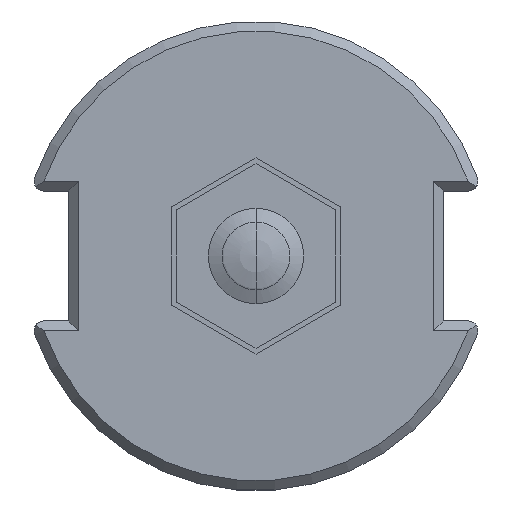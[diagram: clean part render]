
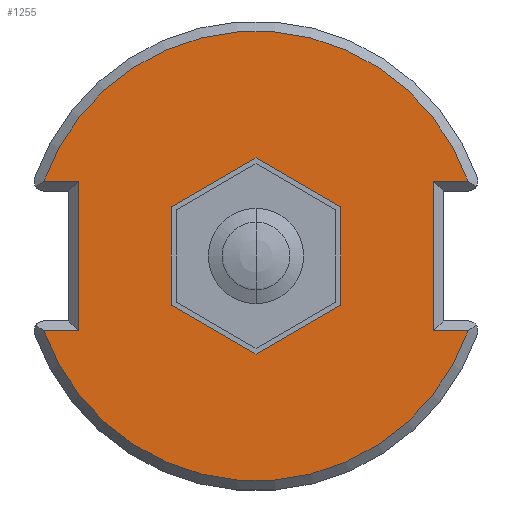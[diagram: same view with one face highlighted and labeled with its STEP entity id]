
A CAD part, front view. The second image highlights one B-rep face of the part: STEP entity #1255.
In plain terms, the highlighted planar face has unit normal (0, -1, 0).
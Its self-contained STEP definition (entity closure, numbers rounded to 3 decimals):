
#147=DIRECTION('',(0.866,0.,0.5));
#148=VECTOR('',#147,4.907);
#149=CARTESIAN_POINT('',(0.,0.,-4.907));
#150=LINE('',#149,#148);
#155=DIRECTION('',(0.,0.,1.));
#156=VECTOR('',#155,4.907);
#157=CARTESIAN_POINT('',(4.25,0.,-2.454));
#158=LINE('',#157,#156);
#162=DIRECTION('',(-0.866,0.,0.5));
#163=VECTOR('',#162,4.907);
#164=CARTESIAN_POINT('',(4.25,0.,2.454));
#165=LINE('',#164,#163);
#169=DIRECTION('',(-0.866,0.,-0.5));
#170=VECTOR('',#169,4.907);
#171=CARTESIAN_POINT('',(0.,0.,4.907));
#172=LINE('',#171,#170);
#176=DIRECTION('',(0.,0.,-1.));
#177=VECTOR('',#176,4.907);
#178=CARTESIAN_POINT('',(-4.25,0.,2.454));
#179=LINE('',#178,#177);
#183=DIRECTION('',(0.866,0.,-0.5));
#184=VECTOR('',#183,4.907);
#185=CARTESIAN_POINT('',(-4.25,0.,-2.454));
#186=LINE('',#185,#184);
#190=DIRECTION('',(0.,0.,-1.));
#191=VECTOR('',#190,7.5);
#192=CARTESIAN_POINT('',(-8.875,0.,3.75));
#193=LINE('',#192,#191);
#197=DIRECTION('',(1.,0.,0.));
#198=VECTOR('',#197,1.732);
#199=CARTESIAN_POINT('',(-10.607,0.,3.75));
#200=LINE('',#199,#198);
#204=CARTESIAN_POINT('',(0.,0.,0.));
#205=DIRECTION('',(0.,-1.,0.));
#206=DIRECTION('',(0.943,0.,0.333));
#207=AXIS2_PLACEMENT_3D('',#204,#205,#206);
#212=DIRECTION('',(1.,0.,0.));
#213=VECTOR('',#212,1.732);
#214=CARTESIAN_POINT('',(8.875,0.,3.75));
#215=LINE('',#214,#213);
#219=DIRECTION('',(0.,0.,1.));
#220=VECTOR('',#219,7.5);
#221=CARTESIAN_POINT('',(8.875,0.,-3.75));
#222=LINE('',#221,#220);
#226=DIRECTION('',(-1.,0.,0.));
#227=VECTOR('',#226,1.732);
#228=CARTESIAN_POINT('',(10.607,0.,-3.75));
#229=LINE('',#228,#227);
#233=CARTESIAN_POINT('',(0.,0.,0.));
#234=DIRECTION('',(0.,-1.,0.));
#235=DIRECTION('',(-0.943,0.,-0.333));
#236=AXIS2_PLACEMENT_3D('',#233,#234,#235);
#241=DIRECTION('',(-1.,0.,0.));
#242=VECTOR('',#241,1.732);
#243=CARTESIAN_POINT('',(-8.875,0.,-3.75));
#244=LINE('',#243,#242);
#1110=CARTESIAN_POINT('',(0.,0.,-4.907));
#1111=CARTESIAN_POINT('',(4.25,0.,-2.454));
#1112=VERTEX_POINT('',#1110);
#1113=VERTEX_POINT('',#1111);
#1114=CARTESIAN_POINT('',(4.25,0.,2.454));
#1115=VERTEX_POINT('',#1114);
#1116=CARTESIAN_POINT('',(0.,0.,4.907));
#1117=VERTEX_POINT('',#1116);
#1118=CARTESIAN_POINT('',(-4.25,0.,2.454));
#1119=VERTEX_POINT('',#1118);
#1120=CARTESIAN_POINT('',(-4.25,0.,-2.454));
#1121=VERTEX_POINT('',#1120);
#1170=CARTESIAN_POINT('',(-8.875,0.,3.75));
#1171=CARTESIAN_POINT('',(-8.875,0.,-3.75));
#1172=VERTEX_POINT('',#1170);
#1173=VERTEX_POINT('',#1171);
#1174=CARTESIAN_POINT('',(-10.607,0.,
-3.75));
#1175=VERTEX_POINT('',#1174);
#1176=CARTESIAN_POINT('',(10.607,0.,-3.75));
#1177=VERTEX_POINT('',#1176);
#1178=CARTESIAN_POINT('',(8.875,0.,-3.75));
#1179=VERTEX_POINT('',#1178);
#1184=CARTESIAN_POINT('',(8.875,0.,3.75));
#1185=VERTEX_POINT('',#1184);
#1186=CARTESIAN_POINT('',(10.607,0.,3.75));
#1187=VERTEX_POINT('',#1186);
#1188=CARTESIAN_POINT('',(-10.607,0.,3.75));
#1189=VERTEX_POINT('',#1188);
#1218=CARTESIAN_POINT('',(0.,0.,0.));
#1219=DIRECTION('',(0.,1.,0.));
#1220=DIRECTION('',(1.,0.,0.));
#1221=AXIS2_PLACEMENT_3D('',#1218,#1219,#1220);
#1222=PLANE('',#1221);
#1224=ORIENTED_EDGE('',*,*,#1223,.F.);
#1226=ORIENTED_EDGE('',*,*,#1225,.F.);
#1228=ORIENTED_EDGE('',*,*,#1227,.F.);
#1230=ORIENTED_EDGE('',*,*,#1229,.F.);
#1232=ORIENTED_EDGE('',*,*,#1231,.F.);
#1234=ORIENTED_EDGE('',*,*,#1233,.F.);
#1236=ORIENTED_EDGE('',*,*,#1235,.F.);
#1238=ORIENTED_EDGE('',*,*,#1237,.F.);
#1239=EDGE_LOOP('',(#1224,#1226,#1228,#1230,#1232,#1234,#1236,#1238));
#1240=FACE_OUTER_BOUND('',#1239,.F.);
#1242=ORIENTED_EDGE('',*,*,#1241,.T.);
#1244=ORIENTED_EDGE('',*,*,#1243,.T.);
#1246=ORIENTED_EDGE('',*,*,#1245,.T.);
#1248=ORIENTED_EDGE('',*,*,#1247,.T.);
#1250=ORIENTED_EDGE('',*,*,#1249,.T.);
#1252=ORIENTED_EDGE('',*,*,#1251,.T.);
#1253=EDGE_LOOP('',(#1242,#1244,#1246,#1248,#1250,#1252));
#1254=FACE_BOUND('',#1253,.F.);
#208=CIRCLE('',#207,11.25);
#237=CIRCLE('',#236,11.25);
#1223=EDGE_CURVE('',#1172,#1173,#193,.T.);
#1225=EDGE_CURVE('',#1189,#1172,#200,.T.);
#1227=EDGE_CURVE('',#1187,#1189,#208,.T.);
#1229=EDGE_CURVE('',#1185,#1187,#215,.T.);
#1231=EDGE_CURVE('',#1179,#1185,#222,.T.);
#1233=EDGE_CURVE('',#1177,#1179,#229,.T.);
#1235=EDGE_CURVE('',#1175,#1177,#237,.T.);
#1237=EDGE_CURVE('',#1173,#1175,#244,.T.);
#1241=EDGE_CURVE('',#1112,#1113,#150,.T.);
#1243=EDGE_CURVE('',#1113,#1115,#158,.T.);
#1245=EDGE_CURVE('',#1115,#1117,#165,.T.);
#1247=EDGE_CURVE('',#1117,#1119,#172,.T.);
#1249=EDGE_CURVE('',#1119,#1121,#179,.T.);
#1251=EDGE_CURVE('',#1121,#1112,#186,.T.);
#1255=ADVANCED_FACE('',(#1240,#1254),#1222,.F.);
